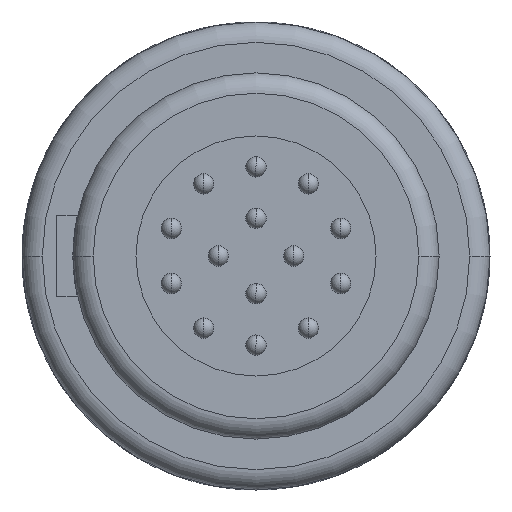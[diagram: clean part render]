
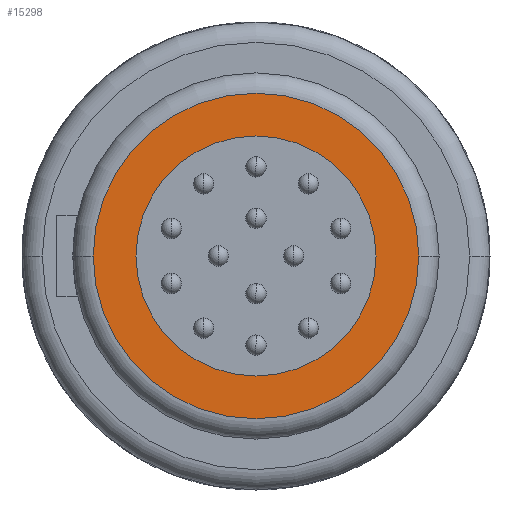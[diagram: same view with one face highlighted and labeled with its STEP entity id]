
A CAD part, left-side view. The second image highlights one B-rep face of the part: STEP entity #15298.
In plain terms, the highlighted planar face has unit normal (-1, 0, 0).
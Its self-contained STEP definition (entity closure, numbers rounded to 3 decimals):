
#3329=CARTESIAN_POINT('',(-14.2,0.,0.));
#3330=DIRECTION('',(-1.,0.,0.));
#3331=DIRECTION('',(0.,1.,0.));
#3332=AXIS2_PLACEMENT_3D('',#3329,#3330,#3331);
#3343=CARTESIAN_POINT('',(-14.2,0.,0.));
#3344=DIRECTION('',(1.,0.,0.));
#3345=DIRECTION('',(0.,1.,0.));
#3346=AXIS2_PLACEMENT_3D('',#3343,#3344,#3345);
#6926=CARTESIAN_POINT('',(-14.2,0.,0.));
#6927=DIRECTION('',(-1.,0.,0.));
#6928=DIRECTION('',(0.,-1.,0.));
#6929=AXIS2_PLACEMENT_3D('',#6926,#6927,#6928);
#6931=CARTESIAN_POINT('',(-14.2,0.,0.));
#6932=DIRECTION('',(-1.,0.,0.));
#6933=DIRECTION('',(0.,1.,0.));
#6934=AXIS2_PLACEMENT_3D('',#6931,#6932,#6933);
#7700=CARTESIAN_POINT('',(-14.2,2.95,0.));
#7701=CARTESIAN_POINT('',(-14.2,-2.95,0.));
#7702=VERTEX_POINT('',#7700);
#7703=VERTEX_POINT('',#7701);
#7728=CARTESIAN_POINT('',(-14.2,-4.,0.));
#7729=CARTESIAN_POINT('',(-14.2,4.,0.));
#7730=VERTEX_POINT('',#7728);
#7731=VERTEX_POINT('',#7729);
#15283=CARTESIAN_POINT('',(-14.2,0.,0.));
#15284=DIRECTION('',(1.,0.,0.));
#15285=DIRECTION('',(0.,-1.,0.));
#15286=AXIS2_PLACEMENT_3D('',#15283,#15284,#15285);
#15287=PLANE('',#15286);
#15289=ORIENTED_EDGE('',*,*,#15288,.F.);
#15291=ORIENTED_EDGE('',*,*,#15290,.F.);
#15292=EDGE_LOOP('',(#15289,#15291));
#15293=FACE_OUTER_BOUND('',#15292,.F.);
#15294=ORIENTED_EDGE('',*,*,#10081,.F.);
#15295=ORIENTED_EDGE('',*,*,#10039,.T.);
#15296=EDGE_LOOP('',(#15294,#15295));
#15297=FACE_BOUND('',#15296,.F.);
#3333=CIRCLE('',#3332,2.95);
#3347=CIRCLE('',#3346,2.95);
#6930=CIRCLE('',#6929,4.);
#6935=CIRCLE('',#6934,4.);
#10039=EDGE_CURVE('',#7702,#7703,#3333,.T.);
#10081=EDGE_CURVE('',#7702,#7703,#3347,.T.);
#15288=EDGE_CURVE('',#7730,#7731,#6930,.T.);
#15290=EDGE_CURVE('',#7731,#7730,#6935,.T.);
#15298=ADVANCED_FACE('',(#15293,#15297),#15287,.F.);
